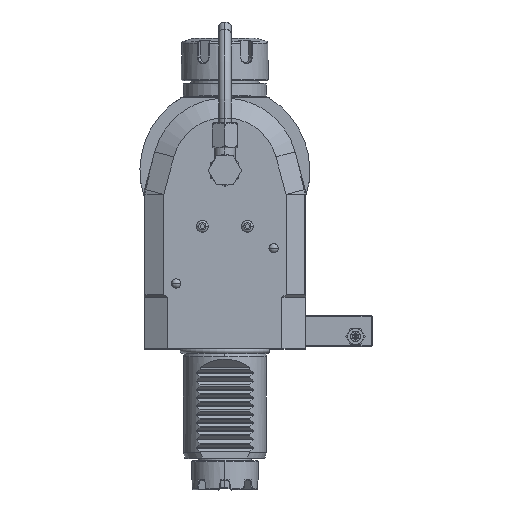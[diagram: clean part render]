
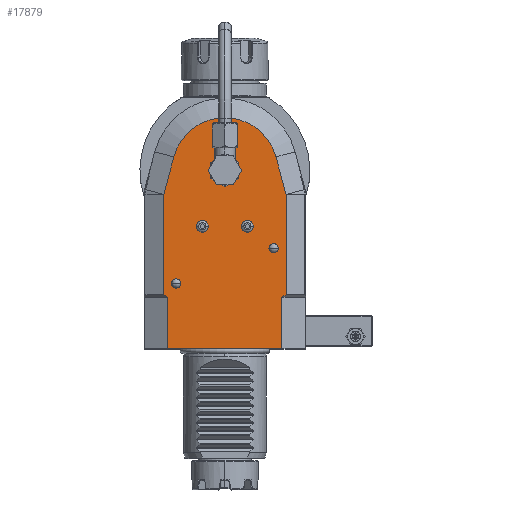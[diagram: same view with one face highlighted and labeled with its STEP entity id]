
A CAD part, top view. The second image highlights one B-rep face of the part: STEP entity #17879.
In plain terms, the highlighted planar face has unit normal (0, 0, 1).
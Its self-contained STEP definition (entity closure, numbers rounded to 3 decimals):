
#2986=DIRECTION('',(0.,-1.,0.));
#2987=VECTOR('',#2986,25.);
#2988=CARTESIAN_POINT('',(27.5,-61.,40.));
#2989=LINE('',#2988,#2987);
#2990=DIRECTION('',(0.,1.,0.));
#2991=VECTOR('',#2990,25.);
#2992=CARTESIAN_POINT('',(-27.5,-86.,40.));
#2993=LINE('',#2992,#2991);
#2994=DIRECTION('',(0.894,-0.447,0.));
#2995=VECTOR('',#2994,2.236);
#2996=CARTESIAN_POINT('',(-29.5,-60.,40.));
#2997=LINE('',#2996,#2995);
#2998=DIRECTION('',(0.,-1.,0.));
#2999=VECTOR('',#2998,48.363);
#3000=CARTESIAN_POINT('',(-29.5,-11.637,40.));
#3001=LINE('',#3000,#2999);
#3002=CARTESIAN_POINT('',(-29.,-11.637,40.));
#3003=DIRECTION('',(0.,0.,1.));
#3004=DIRECTION('',(-0.966,0.259,0.));
#3005=AXIS2_PLACEMENT_3D('',#3002,#3003,#3004);
#3007=DIRECTION('',(-0.259,-0.966,0.));
#3008=VECTOR('',#3007,18.746);
#3009=CARTESIAN_POINT('',(-24.631,6.6,40.));
#3010=LINE('',#3009,#3008);
#3011=CARTESIAN_POINT('',(0.,0.,40.));
#3012=DIRECTION('',(0.,0.,1.));
#3013=DIRECTION('',(0.966,0.259,0.));
#3014=AXIS2_PLACEMENT_3D('',#3011,#3012,#3013);
#3016=DIRECTION('',(-0.259,0.966,0.));
#3017=VECTOR('',#3016,18.746);
#3018=CARTESIAN_POINT('',(29.483,-11.507,40.));
#3019=LINE('',#3018,#3017);
#3020=CARTESIAN_POINT('',(29.,-11.637,40.));
#3021=DIRECTION('',(0.,0.,1.));
#3022=DIRECTION('',(1.,0.,0.));
#3023=AXIS2_PLACEMENT_3D('',#3020,#3021,#3022);
#3025=DIRECTION('',(0.,1.,0.));
#3026=VECTOR('',#3025,48.363);
#3027=CARTESIAN_POINT('',(29.5,-60.,40.));
#3028=LINE('',#3027,#3026);
#3029=DIRECTION('',(0.894,0.447,0.));
#3030=VECTOR('',#3029,2.236);
#3031=CARTESIAN_POINT('',(27.5,-61.,40.));
#3032=LINE('',#3031,#3030);
#3033=CARTESIAN_POINT('',(0.,0.,40.));
#3034=DIRECTION('',(0.,0.,1.));
#3035=DIRECTION('',(1.,0.,0.));
#3036=AXIS2_PLACEMENT_3D('',#3033,#3034,#3035);
#3038=CARTESIAN_POINT('',(0.,0.,40.));
#3039=DIRECTION('',(0.,0.,1.));
#3040=DIRECTION('',(-1.,0.,0.));
#3041=AXIS2_PLACEMENT_3D('',#3038,#3039,#3040);
#3043=CARTESIAN_POINT('',(10.864,-26.888,40.));
#3044=DIRECTION('',(0.,0.,1.));
#3045=DIRECTION('',(-1.,0.,0.));
#3046=AXIS2_PLACEMENT_3D('',#3043,#3044,#3045);
#3048=CARTESIAN_POINT('',(10.864,-26.888,40.));
#3049=DIRECTION('',(0.,0.,1.));
#3050=DIRECTION('',(1.,0.,0.));
#3051=AXIS2_PLACEMENT_3D('',#3048,#3049,#3050);
#3053=CARTESIAN_POINT('',(-10.864,-26.888,40.));
#3054=DIRECTION('',(0.,0.,1.));
#3055=DIRECTION('',(-1.,0.,0.));
#3056=AXIS2_PLACEMENT_3D('',#3053,#3054,#3055);
#3058=CARTESIAN_POINT('',(-10.864,-26.888,40.));
#3059=DIRECTION('',(0.,0.,1.));
#3060=DIRECTION('',(1.,0.,0.));
#3061=AXIS2_PLACEMENT_3D('',#3058,#3059,#3060);
#3063=CARTESIAN_POINT('',(-23.5,-54.5,40.));
#3064=DIRECTION('',(0.,0.,-1.));
#3065=DIRECTION('',(-1.,0.,0.));
#3066=AXIS2_PLACEMENT_3D('',#3063,#3064,#3065);
#3068=CARTESIAN_POINT('',(-23.5,-54.5,40.));
#3069=DIRECTION('',(0.,0.,-1.));
#3070=DIRECTION('',(1.,0.,0.));
#3071=AXIS2_PLACEMENT_3D('',#3068,#3069,#3070);
#3073=CARTESIAN_POINT('',(23.5,-37.5,40.));
#3074=DIRECTION('',(0.,0.,-1.));
#3075=DIRECTION('',(-1.,0.,0.));
#3076=AXIS2_PLACEMENT_3D('',#3073,#3074,#3075);
#3078=CARTESIAN_POINT('',(23.5,-37.5,40.));
#3079=DIRECTION('',(0.,0.,-1.));
#3080=DIRECTION('',(1.,0.,0.));
#3081=AXIS2_PLACEMENT_3D('',#3078,#3079,#3080);
#3400=DIRECTION('',(-1.,0.,0.));
#3401=VECTOR('',#3400,55.);
#3402=CARTESIAN_POINT('',(27.5,-86.,40.));
#3403=LINE('',#3402,#3401);
#13940=CARTESIAN_POINT('',(24.631,6.6,40.));
#13941=CARTESIAN_POINT('',(-24.631,6.6,40.));
#13942=VERTEX_POINT('',#13940);
#13943=VERTEX_POINT('',#13941);
#13948=CARTESIAN_POINT('',(-29.483,-11.507,40.));
#13949=VERTEX_POINT('',#13948);
#13950=CARTESIAN_POINT('',(29.483,-11.507,40.));
#13951=VERTEX_POINT('',#13950);
#13952=CARTESIAN_POINT('',(-29.5,-11.637,40.));
#13953=VERTEX_POINT('',#13952);
#13954=CARTESIAN_POINT('',(29.5,-11.637,40.));
#13955=VERTEX_POINT('',#13954);
#13973=CARTESIAN_POINT('',(29.5,-60.,40.));
#13975=VERTEX_POINT('',#13973);
#13982=CARTESIAN_POINT('',(-29.5,-60.,40.));
#13983=VERTEX_POINT('',#13982);
#14262=CARTESIAN_POINT('',(-13.714,-26.888,40.));
#14263=CARTESIAN_POINT('',(-8.014,-26.888,40.));
#14264=VERTEX_POINT('',#14262);
#14265=VERTEX_POINT('',#14263);
#14298=CARTESIAN_POINT('',(8.014,-26.888,40.));
#14299=CARTESIAN_POINT('',(13.714,-26.888,40.));
#14300=VERTEX_POINT('',#14298);
#14301=VERTEX_POINT('',#14299);
#14414=CARTESIAN_POINT('',(27.5,-61.,40.));
#14415=VERTEX_POINT('',#14414);
#14416=CARTESIAN_POINT('',(-27.5,-61.,40.));
#14417=VERTEX_POINT('',#14416);
#15083=CARTESIAN_POINT('',(6.5,0.,40.));
#15084=CARTESIAN_POINT('',(-6.5,0.,40.));
#15085=VERTEX_POINT('',#15083);
#15086=VERTEX_POINT('',#15084);
#15247=CARTESIAN_POINT('',(-27.5,-86.,40.));
#15249=VERTEX_POINT('',#15247);
#15252=CARTESIAN_POINT('',(27.5,-86.,40.));
#15254=VERTEX_POINT('',#15252);
#15490=CARTESIAN_POINT('',(-25.75,-54.5,40.));
#15491=CARTESIAN_POINT('',(-21.25,-54.5,40.));
#15492=VERTEX_POINT('',#15490);
#15493=VERTEX_POINT('',#15491);
#15496=CARTESIAN_POINT('',(21.25,-37.5,40.));
#15497=CARTESIAN_POINT('',(25.75,-37.5,40.));
#15498=VERTEX_POINT('',#15496);
#15499=VERTEX_POINT('',#15497);
#17819=CARTESIAN_POINT('',(0.,0.,40.));
#17820=DIRECTION('',(0.,0.,1.));
#17821=DIRECTION('',(1.,0.,0.));
#17822=AXIS2_PLACEMENT_3D('',#17819,#17820,#17821);
#17823=PLANE('',#17822);
#17825=ORIENTED_EDGE('',*,*,#17824,.T.);
#17827=ORIENTED_EDGE('',*,*,#17826,.T.);
#17829=ORIENTED_EDGE('',*,*,#17828,.T.);
#17831=ORIENTED_EDGE('',*,*,#17830,.F.);
#17833=ORIENTED_EDGE('',*,*,#17832,.F.);
#17835=ORIENTED_EDGE('',*,*,#17834,.F.);
#17837=ORIENTED_EDGE('',*,*,#17836,.F.);
#17839=ORIENTED_EDGE('',*,*,#17838,.F.);
#17841=ORIENTED_EDGE('',*,*,#17840,.F.);
#17843=ORIENTED_EDGE('',*,*,#17842,.F.);
#17845=ORIENTED_EDGE('',*,*,#17844,.F.);
#17847=ORIENTED_EDGE('',*,*,#17846,.F.);
#17848=EDGE_LOOP('',(#17825,#17827,#17829,#17831,#17833,#17835,#17837,#17839,
#17841,#17843,#17845,#17847));
#17849=FACE_OUTER_BOUND('',#17848,.F.);
#17851=ORIENTED_EDGE('',*,*,#17850,.T.);
#17852=ORIENTED_EDGE('',*,*,#17809,.T.);
#17853=EDGE_LOOP('',(#17851,#17852));
#17854=FACE_BOUND('',#17853,.F.);
#17856=ORIENTED_EDGE('',*,*,#17855,.T.);
#17858=ORIENTED_EDGE('',*,*,#17857,.T.);
#17859=EDGE_LOOP('',(#17856,#17858));
#17860=FACE_BOUND('',#17859,.F.);
#17862=ORIENTED_EDGE('',*,*,#17861,.T.);
#17864=ORIENTED_EDGE('',*,*,#17863,.T.);
#17865=EDGE_LOOP('',(#17862,#17864));
#17866=FACE_BOUND('',#17865,.F.);
#17868=ORIENTED_EDGE('',*,*,#17867,.F.);
#17870=ORIENTED_EDGE('',*,*,#17869,.F.);
#17871=EDGE_LOOP('',(#17868,#17870));
#17872=FACE_BOUND('',#17871,.F.);
#17874=ORIENTED_EDGE('',*,*,#17873,.F.);
#17876=ORIENTED_EDGE('',*,*,#17875,.F.);
#17877=EDGE_LOOP('',(#17874,#17876));
#17878=FACE_BOUND('',#17877,.F.);
#3006=CIRCLE('',#3005,0.5);
#3015=CIRCLE('',#3014,25.5);
#3024=CIRCLE('',#3023,0.5);
#3037=CIRCLE('',#3036,6.5);
#3042=CIRCLE('',#3041,6.5);
#3047=CIRCLE('',#3046,2.85);
#3052=CIRCLE('',#3051,2.85);
#3057=CIRCLE('',#3056,2.85);
#3062=CIRCLE('',#3061,2.85);
#3067=CIRCLE('',#3066,2.25);
#3072=CIRCLE('',#3071,2.25);
#3077=CIRCLE('',#3076,2.25);
#3082=CIRCLE('',#3081,2.25);
#17809=EDGE_CURVE('',#15086,#15085,#3042,.T.);
#17824=EDGE_CURVE('',#14415,#15254,#2989,.T.);
#17826=EDGE_CURVE('',#15254,#15249,#3403,.T.);
#17828=EDGE_CURVE('',#15249,#14417,#2993,.T.);
#17830=EDGE_CURVE('',#13983,#14417,#2997,.T.);
#17832=EDGE_CURVE('',#13953,#13983,#3001,.T.);
#17834=EDGE_CURVE('',#13949,#13953,#3006,.T.);
#17836=EDGE_CURVE('',#13943,#13949,#3010,.T.);
#17838=EDGE_CURVE('',#13942,#13943,#3015,.T.);
#17840=EDGE_CURVE('',#13951,#13942,#3019,.T.);
#17842=EDGE_CURVE('',#13955,#13951,#3024,.T.);
#17844=EDGE_CURVE('',#13975,#13955,#3028,.T.);
#17846=EDGE_CURVE('',#14415,#13975,#3032,.T.);
#17850=EDGE_CURVE('',#15085,#15086,#3037,.T.);
#17855=EDGE_CURVE('',#14300,#14301,#3047,.T.);
#17857=EDGE_CURVE('',#14301,#14300,#3052,.T.);
#17861=EDGE_CURVE('',#14264,#14265,#3057,.T.);
#17863=EDGE_CURVE('',#14265,#14264,#3062,.T.);
#17867=EDGE_CURVE('',#15492,#15493,#3067,.T.);
#17869=EDGE_CURVE('',#15493,#15492,#3072,.T.);
#17873=EDGE_CURVE('',#15498,#15499,#3077,.T.);
#17875=EDGE_CURVE('',#15499,#15498,#3082,.T.);
#17879=ADVANCED_FACE('',(#17849,#17854,#17860,#17866,#17872,#17878),#17823,.T.);
